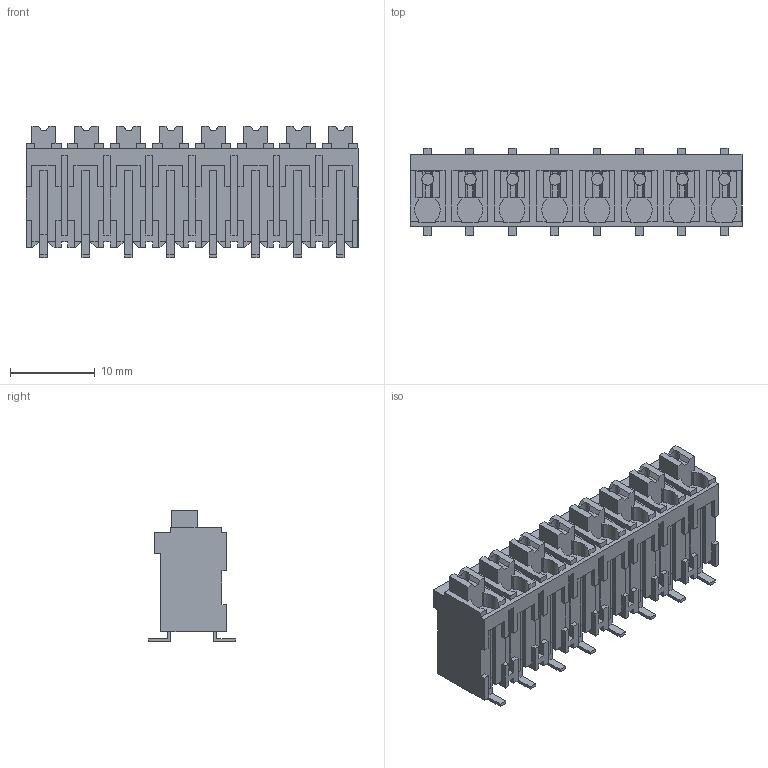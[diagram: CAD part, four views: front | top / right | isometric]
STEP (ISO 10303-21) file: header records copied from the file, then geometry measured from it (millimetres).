
FILE_DESCRIPTION(('CATIA V5 STEP Exchange','CAx-IF Rec.Pracs.--- Model Styling and Organization---1.2---2011-12-15'),'2;1');
FILE_NAME ('D1452227_0_1473680000_1473680000.stp','2018-03-29T12:24:48+00:00',('none'),('Weidmueller'),'CATIA Version 5-6 Release 2014','CATIA V5 STEP AP214','none');
FILE_SCHEMA(('AUTOMOTIVE_DESIGN { 1 0 10303 214 1 1 1 1 }'));
Length unit declared in the file: millimetre
Products named in the file (1): 1473680000
Bounding box: 39.15 x 10.3 x 15.46 mm (x, y, z)
Volume: 3206.7 mm3; surface area: 3353 mm2
Topology: 25 solids, 25 shells, 750 faces, 2106 edges, 1412 vertices
Faces by surface type: plane 718, cylinder 32
Entity records: 23083 total; most frequent: CARTESIAN_POINT 4232, ORIENTED_EDGE 4212, DIRECTION 3008, EDGE_CURVE 2106, VECTOR 1978, LINE 1978, VERTEX_POINT 1412, EDGE_LOOP 756
